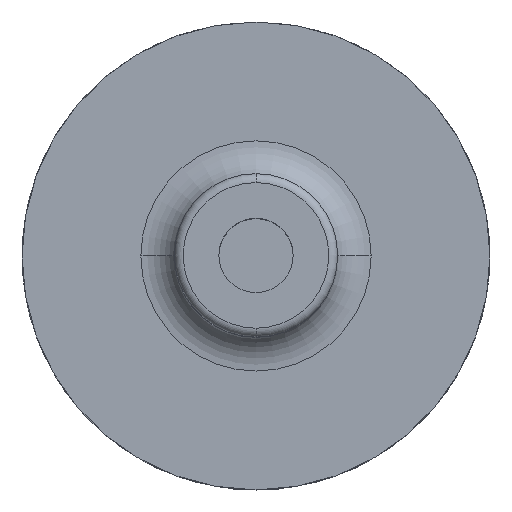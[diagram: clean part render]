
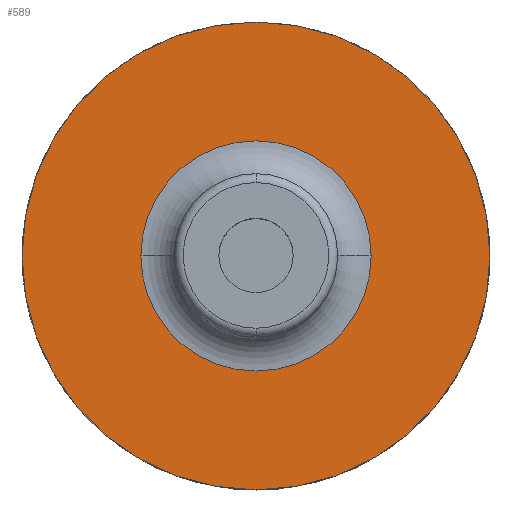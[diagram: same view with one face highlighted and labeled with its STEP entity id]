
A CAD part, top view. The second image highlights one B-rep face of the part: STEP entity #589.
In plain terms, the highlighted planar face has unit normal (0, 0, 1).
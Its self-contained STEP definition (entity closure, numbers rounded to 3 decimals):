
#48 = AXIS2_PLACEMENT_3D ( 'NONE', #1413, #1866, #1361 ) ;
#49 = ORIENTED_EDGE ( 'NONE', *, *, #980, .F. ) ;
#78 = CIRCLE ( 'NONE', #1352, 31.5 ) ;
#217 = DIRECTION ( 'NONE',  ( -1., 0., 0. ) ) ;
#321 = VERTEX_POINT ( 'NONE', #1014 ) ;
#326 = CARTESIAN_POINT ( 'NONE',  ( 0., 0., 27. ) ) ;
#390 = CARTESIAN_POINT ( 'NONE',  ( 0., 0., 27. ) ) ;
#392 = CARTESIAN_POINT ( 'NONE',  ( 0., 0., 27. ) ) ;
#403 = FACE_OUTER_BOUND ( 'NONE', #1780, .T. ) ;
#485 = DIRECTION ( 'NONE',  ( 0., 0., -1. ) ) ;
#524 = AXIS2_PLACEMENT_3D ( 'NONE', #326, #485, #923 ) ;
#541 = EDGE_CURVE ( 'NONE', #775, #1653, #851, .T. ) ;
#544 = DIRECTION ( 'NONE',  ( -1., 0., 0. ) ) ;
#589 = ADVANCED_FACE ( 'NONE', ( #1053, #403 ), #1098, .F. ) ;
#640 = EDGE_CURVE ( 'NONE', #1653, #775, #799, .T. ) ;
#769 = VERTEX_POINT ( 'NONE', #1141 ) ;
#775 = VERTEX_POINT ( 'NONE', #1771 ) ;
#799 = CIRCLE ( 'NONE', #1215, 15.5 ) ;
#815 = DIRECTION ( 'NONE',  ( 0., 0., -1. ) ) ;
#851 = CIRCLE ( 'NONE', #524, 15.5 ) ;
#923 = DIRECTION ( 'NONE',  ( -1., 0., 0. ) ) ;
#980 = EDGE_CURVE ( 'NONE', #769, #321, #78, .T. ) ;
#1014 = CARTESIAN_POINT ( 'NONE',  ( 31.5, 0., 27. ) ) ;
#1053 = FACE_BOUND ( 'NONE', #1655, .T. ) ;
#1057 = CARTESIAN_POINT ( 'NONE',  ( 0., 0., 27. ) ) ;
#1098 = PLANE ( 'NONE',  #48 ) ;
#1141 = CARTESIAN_POINT ( 'NONE',  ( -31.5, 0., 27. ) ) ;
#1202 = ORIENTED_EDGE ( 'NONE', *, *, #541, .T. ) ;
#1215 = AXIS2_PLACEMENT_3D ( 'NONE', #392, #815, #1852 ) ;
#1352 = AXIS2_PLACEMENT_3D ( 'NONE', #390, #1545, #544 ) ;
#1361 = DIRECTION ( 'NONE',  ( -1., 0., 0. ) ) ;
#1397 = EDGE_CURVE ( 'NONE', #321, #769, #1563, .T. ) ;
#1401 = AXIS2_PLACEMENT_3D ( 'NONE', #1057, #1825, #217 ) ;
#1413 = CARTESIAN_POINT ( 'NONE',  ( 0., 0., 27. ) ) ;
#1545 = DIRECTION ( 'NONE',  ( 0., 0., -1. ) ) ;
#1563 = CIRCLE ( 'NONE', #1401, 31.5 ) ;
#1570 = ORIENTED_EDGE ( 'NONE', *, *, #640, .T. ) ;
#1653 = VERTEX_POINT ( 'NONE', #1700 ) ;
#1655 = EDGE_LOOP ( 'NONE', ( #1570, #1202 ) ) ;
#1700 = CARTESIAN_POINT ( 'NONE',  ( -15.5, 0., 27. ) ) ;
#1771 = CARTESIAN_POINT ( 'NONE',  ( 15.5, 0., 27. ) ) ;
#1780 = EDGE_LOOP ( 'NONE', ( #49, #1826 ) ) ;
#1825 = DIRECTION ( 'NONE',  ( 0., 0., -1. ) ) ;
#1826 = ORIENTED_EDGE ( 'NONE', *, *, #1397, .F. ) ;
#1852 = DIRECTION ( 'NONE',  ( -1., 0., 0. ) ) ;
#1866 = DIRECTION ( 'NONE',  ( 0., 0., -1. ) ) ;
